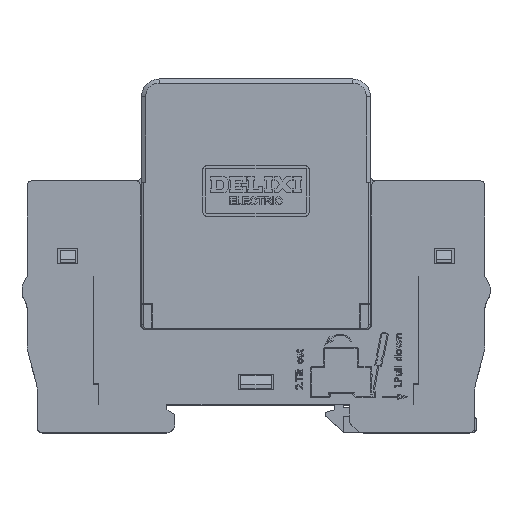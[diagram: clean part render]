
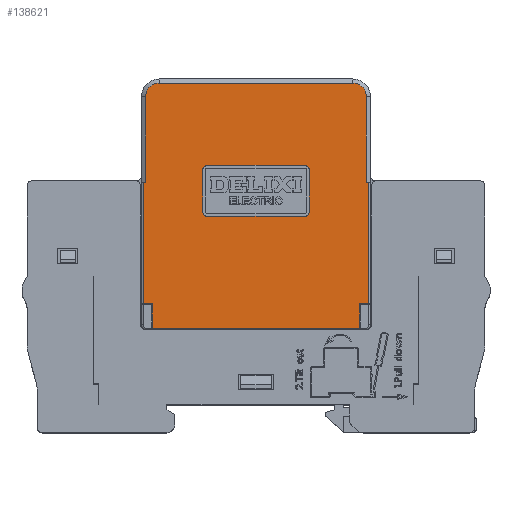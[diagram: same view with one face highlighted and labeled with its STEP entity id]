
A CAD part, top view. The second image highlights one B-rep face of the part: STEP entity #138621.
In plain terms, the highlighted planar face has unit normal (0, 0, 1).
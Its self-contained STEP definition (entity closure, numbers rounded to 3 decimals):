
#35781=DIRECTION('',(0.,-1.,0.));
#35782=VECTOR('',#35781,4.8);
#35783=CARTESIAN_POINT('',(65.4,19.8,53.5));
#35784=LINE('',#35783,#35782);
#35789=DIRECTION('',(-1.,0.,0.));
#35790=VECTOR('',#35789,40.8);
#35791=CARTESIAN_POINT('',(65.4,15.,53.5));
#35792=LINE('',#35791,#35790);
#46213=DIRECTION('',(0.,1.,0.));
#46214=VECTOR('',#46213,16.8);
#46215=CARTESIAN_POINT('',(23.3,43.7,53.5));
#46216=LINE('',#46215,#46214);
#46234=DIRECTION('',(1.,0.,0.));
#46235=VECTOR('',#46234,38.);
#46236=CARTESIAN_POINT('',(26.,63.2,53.5));
#46237=LINE('',#46236,#46235);
#46268=DIRECTION('',(1.,0.,0.));
#46269=VECTOR('',#46268,0.5);
#46270=CARTESIAN_POINT('',(66.7,43.7,53.5));
#46271=LINE('',#46270,#46269);
#46276=DIRECTION('',(0.,-1.,0.));
#46277=VECTOR('',#46276,23.9);
#46278=CARTESIAN_POINT('',(67.2,43.7,53.5));
#46279=LINE('',#46278,#46277);
#46293=DIRECTION('',(0.,1.,0.));
#46294=VECTOR('',#46293,16.8);
#46295=CARTESIAN_POINT('',(66.7,43.7,53.5));
#46296=LINE('',#46295,#46294);
#46297=DIRECTION('',(1.,0.,0.));
#46298=VECTOR('',#46297,1.8);
#46299=CARTESIAN_POINT('',(65.4,19.8,53.5));
#46300=LINE('',#46299,#46298);
#46301=DIRECTION('',(0.,-1.,0.));
#46302=VECTOR('',#46301,4.8);
#46303=CARTESIAN_POINT('',(24.6,19.8,53.5));
#46304=LINE('',#46303,#46302);
#46305=DIRECTION('',(1.,0.,0.));
#46306=VECTOR('',#46305,1.8);
#46307=CARTESIAN_POINT('',(22.8,19.8,53.5));
#46308=LINE('',#46307,#46306);
#46309=DIRECTION('',(-1.,0.,0.));
#46310=VECTOR('',#46309,0.5);
#46311=CARTESIAN_POINT('',(23.3,43.7,53.5));
#46312=LINE('',#46311,#46310);
#46313=CARTESIAN_POINT('',(26.,60.5,53.5));
#46314=DIRECTION('',(0.,0.,1.));
#46315=DIRECTION('',(0.,1.,0.));
#46316=AXIS2_PLACEMENT_3D('',#46313,#46314,#46315);
#46318=CARTESIAN_POINT('',(64.,60.5,53.5));
#46319=DIRECTION('',(0.,0.,1.));
#46320=DIRECTION('',(1.,0.,0.));
#46321=AXIS2_PLACEMENT_3D('',#46318,#46319,#46320);
#46323=CARTESIAN_POINT('',(35.5,46.,53.5));
#46324=DIRECTION('',(0.,0.,-1.));
#46325=DIRECTION('',(-1.,0.,0.));
#46326=AXIS2_PLACEMENT_3D('',#46323,#46324,#46325);
#46328=DIRECTION('',(0.,1.,0.));
#46329=VECTOR('',#46328,8.);
#46330=CARTESIAN_POINT('',(34.5,38.,53.5));
#46331=LINE('',#46330,#46329);
#46332=CARTESIAN_POINT('',(35.5,38.,53.5));
#46333=DIRECTION('',(0.,0.,-1.));
#46334=DIRECTION('',(0.,-1.,0.));
#46335=AXIS2_PLACEMENT_3D('',#46332,#46333,#46334);
#46337=CARTESIAN_POINT('',(54.5,38.,53.5));
#46338=DIRECTION('',(0.,0.,-1.));
#46339=DIRECTION('',(1.,0.,0.));
#46340=AXIS2_PLACEMENT_3D('',#46337,#46338,#46339);
#46342=CARTESIAN_POINT('',(54.5,46.,53.5));
#46343=DIRECTION('',(0.,0.,-1.));
#46344=DIRECTION('',(0.,1.,0.));
#46345=AXIS2_PLACEMENT_3D('',#46342,#46343,#46344);
#46426=DIRECTION('',(0.,1.,0.));
#46427=VECTOR('',#46426,23.9);
#46428=CARTESIAN_POINT('',(22.8,19.8,53.5));
#46429=LINE('',#46428,#46427);
#46451=DIRECTION('',(-1.,0.,0.));
#46452=VECTOR('',#46451,19.);
#46453=CARTESIAN_POINT('',(54.5,47.,53.5));
#46454=LINE('',#46453,#46452);
#46463=DIRECTION('',(0.,1.,0.));
#46464=VECTOR('',#46463,8.);
#46465=CARTESIAN_POINT('',(55.5,38.,53.5));
#46466=LINE('',#46465,#46464);
#46475=DIRECTION('',(1.,0.,0.));
#46476=VECTOR('',#46475,19.);
#46477=CARTESIAN_POINT('',(35.5,37.,53.5));
#46478=LINE('',#46477,#46476);
#73228=CARTESIAN_POINT('',(66.7,43.7,53.5));
#73230=VERTEX_POINT('',#73228);
#73231=CARTESIAN_POINT('',(67.2,43.7,53.5));
#73232=VERTEX_POINT('',#73231);
#73239=CARTESIAN_POINT('',(23.3,43.7,53.5));
#73241=VERTEX_POINT('',#73239);
#73245=CARTESIAN_POINT('',(22.8,43.7,53.5));
#73246=VERTEX_POINT('',#73245);
#73259=CARTESIAN_POINT('',(66.7,60.5,53.5));
#73260=VERTEX_POINT('',#73259);
#73261=CARTESIAN_POINT('',(64.,63.2,53.5));
#73262=VERTEX_POINT('',#73261);
#73263=CARTESIAN_POINT('',(26.,63.2,53.5));
#73264=VERTEX_POINT('',#73263);
#73265=CARTESIAN_POINT('',(23.3,60.5,53.5));
#73266=VERTEX_POINT('',#73265);
#73267=CARTESIAN_POINT('',(22.8,19.8,53.5));
#73268=VERTEX_POINT('',#73267);
#73269=CARTESIAN_POINT('',(24.6,19.8,53.5));
#73270=VERTEX_POINT('',#73269);
#73271=CARTESIAN_POINT('',(24.6,15.,53.5));
#73272=VERTEX_POINT('',#73271);
#73273=CARTESIAN_POINT('',(65.4,15.,53.5));
#73274=VERTEX_POINT('',#73273);
#73275=CARTESIAN_POINT('',(65.4,19.8,53.5));
#73276=VERTEX_POINT('',#73275);
#73277=CARTESIAN_POINT('',(67.2,19.8,53.5));
#73278=VERTEX_POINT('',#73277);
#73279=CARTESIAN_POINT('',(34.5,46.,53.5));
#73280=CARTESIAN_POINT('',(35.5,47.,53.5));
#73281=VERTEX_POINT('',#73279);
#73282=VERTEX_POINT('',#73280);
#73283=CARTESIAN_POINT('',(54.5,47.,53.5));
#73284=VERTEX_POINT('',#73283);
#73285=CARTESIAN_POINT('',(55.5,46.,53.5));
#73286=VERTEX_POINT('',#73285);
#73287=CARTESIAN_POINT('',(55.5,38.,53.5));
#73288=VERTEX_POINT('',#73287);
#73289=CARTESIAN_POINT('',(54.5,37.,53.5));
#73290=VERTEX_POINT('',#73289);
#73291=CARTESIAN_POINT('',(35.5,37.,53.5));
#73292=VERTEX_POINT('',#73291);
#73293=CARTESIAN_POINT('',(34.5,38.,53.5));
#73294=VERTEX_POINT('',#73293);
#138579=CARTESIAN_POINT('',(45.,14.7,53.5));
#138580=DIRECTION('',(0.,0.,1.));
#138581=DIRECTION('',(0.,-1.,0.));
#138582=AXIS2_PLACEMENT_3D('',#138579,#138580,#138581);
#138583=PLANE('',#138582);
#138584=ORIENTED_EDGE('',*,*,#138530,.F.);
#138585=ORIENTED_EDGE('',*,*,#138544,.T.);
#138586=ORIENTED_EDGE('',*,*,#138558,.T.);
#138587=ORIENTED_EDGE('',*,*,#138573,.F.);
#138588=ORIENTED_EDGE('',*,*,#123888,.T.);
#138589=ORIENTED_EDGE('',*,*,#123904,.T.);
#138590=ORIENTED_EDGE('',*,*,#123920,.F.);
#138592=ORIENTED_EDGE('',*,*,#138591,.F.);
#138594=ORIENTED_EDGE('',*,*,#138593,.T.);
#138596=ORIENTED_EDGE('',*,*,#138595,.F.);
#138597=ORIENTED_EDGE('',*,*,#138472,.T.);
#138598=ORIENTED_EDGE('',*,*,#138488,.F.);
#138599=ORIENTED_EDGE('',*,*,#138502,.T.);
#138600=ORIENTED_EDGE('',*,*,#138516,.F.);
#138601=EDGE_LOOP('',(#138584,#138585,#138586,#138587,#138588,#138589,#138590,
#138592,#138594,#138596,#138597,#138598,#138599,#138600));
#138602=FACE_OUTER_BOUND('',#138601,.F.);
#138604=ORIENTED_EDGE('',*,*,#138603,.F.);
#138606=ORIENTED_EDGE('',*,*,#138605,.F.);
#138608=ORIENTED_EDGE('',*,*,#138607,.F.);
#138610=ORIENTED_EDGE('',*,*,#138609,.T.);
#138612=ORIENTED_EDGE('',*,*,#138611,.F.);
#138614=ORIENTED_EDGE('',*,*,#138613,.T.);
#138616=ORIENTED_EDGE('',*,*,#138615,.F.);
#138618=ORIENTED_EDGE('',*,*,#138617,.T.);
#138619=EDGE_LOOP('',(#138604,#138606,#138608,#138610,#138612,#138614,#138616,
#138618));
#138620=FACE_BOUND('',#138619,.F.);
#138621=ADVANCED_FACE('',(#138602,#138620),#138583,.T.);
#46317=CIRCLE('',#46316,2.7);
#46322=CIRCLE('',#46321,2.7);
#46327=CIRCLE('',#46326,1.);
#46336=CIRCLE('',#46335,1.);
#46341=CIRCLE('',#46340,1.);
#46346=CIRCLE('',#46345,1.);
#123888=EDGE_CURVE('',#73276,#73274,#35784,.T.);
#123904=EDGE_CURVE('',#73274,#73272,#35792,.T.);
#123920=EDGE_CURVE('',#73270,#73272,#46304,.T.);
#138472=EDGE_CURVE('',#73241,#73266,#46216,.T.);
#138488=EDGE_CURVE('',#73264,#73266,#46317,.T.);
#138502=EDGE_CURVE('',#73264,#73262,#46237,.T.);
#138516=EDGE_CURVE('',#73260,#73262,#46322,.T.);
#138530=EDGE_CURVE('',#73230,#73260,#46296,.T.);
#138544=EDGE_CURVE('',#73230,#73232,#46271,.T.);
#138558=EDGE_CURVE('',#73232,#73278,#46279,.T.);
#138573=EDGE_CURVE('',#73276,#73278,#46300,.T.);
#138591=EDGE_CURVE('',#73268,#73270,#46308,.T.);
#138593=EDGE_CURVE('',#73268,#73246,#46429,.T.);
#138595=EDGE_CURVE('',#73241,#73246,#46312,.T.);
#138603=EDGE_CURVE('',#73281,#73282,#46327,.T.);
#138605=EDGE_CURVE('',#73294,#73281,#46331,.T.);
#138607=EDGE_CURVE('',#73292,#73294,#46336,.T.);
#138609=EDGE_CURVE('',#73292,#73290,#46478,.T.);
#138611=EDGE_CURVE('',#73288,#73290,#46341,.T.);
#138613=EDGE_CURVE('',#73288,#73286,#46466,.T.);
#138615=EDGE_CURVE('',#73284,#73286,#46346,.T.);
#138617=EDGE_CURVE('',#73284,#73282,#46454,.T.);
